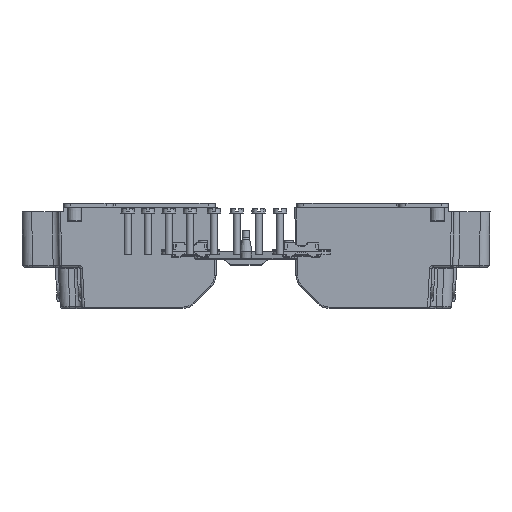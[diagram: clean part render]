
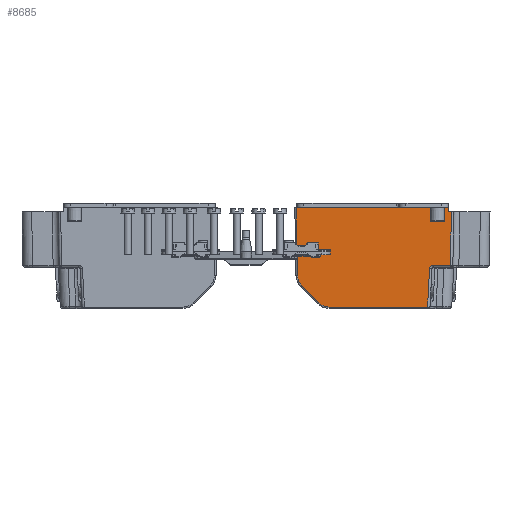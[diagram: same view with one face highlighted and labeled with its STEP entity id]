
A CAD part, front view. The second image highlights one B-rep face of the part: STEP entity #8685.
In plain terms, the highlighted face is planar.
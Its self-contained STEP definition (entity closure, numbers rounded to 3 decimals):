
#8649=AXIS2_PLACEMENT_3D('Plane Axis2P3D',#8646,#8647,#8648) ;
#6165=CARTESIAN_POINT('Vertex',(2.163,91.995,41.705)) ;
#6169=CARTESIAN_POINT('Control Point',(2.014,91.965,40.)) ;
#6170=CARTESIAN_POINT('Control Point',(2.163,91.995,41.705)) ;
#6171=CARTESIAN_POINT('Vertex',(2.014,91.965,40.)) ;
#6222=CARTESIAN_POINT('Line Origine',(32.915,91.995,41.705)) ;
#6226=CARTESIAN_POINT('Vertex',(65.06,91.995,41.705)) ;
#6882=CARTESIAN_POINT('Vertex',(51.663,91.277,0.59)) ;
#6886=CARTESIAN_POINT('Control Point',(51.663,91.277,0.59)) ;
#6887=CARTESIAN_POINT('Control Point',(51.686,91.277,0.59)) ;
#6888=CARTESIAN_POINT('Control Point',(51.708,91.277,0.59)) ;
#6889=CARTESIAN_POINT('Control Point',(51.731,91.277,0.59)) ;
#6890=CARTESIAN_POINT('Control Point',(52.432,91.277,0.6)) ;
#6891=CARTESIAN_POINT('Control Point',(53.131,91.279,0.714)) ;
#6892=CARTESIAN_POINT('Control Point',(53.787,91.283,0.922)) ;
#6893=CARTESIAN_POINT('Control Point',(54.609,91.29,1.321)) ;
#6894=CARTESIAN_POINT('Control Point',(55.334,91.299,1.863)) ;
#6895=CARTESIAN_POINT('Control Point',(55.508,91.302,2.006)) ;
#6896=CARTESIAN_POINT('Control Point',(55.675,91.305,2.158)) ;
#6897=CARTESIAN_POINT('Control Point',(55.835,91.307,2.318)) ;
#6898=CARTESIAN_POINT('Vertex',(55.835,91.307,2.318)) ;
#6920=CARTESIAN_POINT('Line Origine',(61.95,91.414,8.433)) ;
#6924=CARTESIAN_POINT('Vertex',(63.006,91.433,9.488)) ;
#6977=CARTESIAN_POINT('Control Point',(63.006,91.433,9.488)) ;
#6978=CARTESIAN_POINT('Control Point',(63.455,91.44,9.938)) ;
#6979=CARTESIAN_POINT('Control Point',(63.844,91.449,10.448)) ;
#6980=CARTESIAN_POINT('Control Point',(64.161,91.459,11.007)) ;
#6981=CARTESIAN_POINT('Control Point',(64.501,91.474,11.856)) ;
#6982=CARTESIAN_POINT('Control Point',(64.672,91.489,12.748)) ;
#6983=CARTESIAN_POINT('Control Point',(64.708,91.494,13.016)) ;
#6984=CARTESIAN_POINT('Control Point',(64.728,91.499,13.287)) ;
#6985=CARTESIAN_POINT('Control Point',(64.733,91.504,13.557)) ;
#6986=CARTESIAN_POINT('Vertex',(64.733,91.504,13.557)) ;
#7401=CARTESIAN_POINT('Vertex',(1.,91.965,40.)) ;
#7655=CARTESIAN_POINT('Line Origine',(1.507,91.965,40.)) ;
#8099=CARTESIAN_POINT('Line Origine',(32.915,91.277,0.59)) ;
#8103=CARTESIAN_POINT('Vertex',(10.86,91.277,0.59)) ;
#8174=CARTESIAN_POINT('Vertex',(1.384,91.581,17.983)) ;
#8193=CARTESIAN_POINT('Line Origine',(30.052,91.581,17.983)) ;
#8197=CARTESIAN_POINT('Vertex',(8.526,91.581,17.983)) ;
#8255=CARTESIAN_POINT('Control Point',(10.023,91.556,16.561)) ;
#8256=CARTESIAN_POINT('Control Point',(10.02,91.557,16.625)) ;
#8257=CARTESIAN_POINT('Control Point',(10.013,91.558,16.689)) ;
#8258=CARTESIAN_POINT('Control Point',(10.003,91.559,16.753)) ;
#8259=CARTESIAN_POINT('Control Point',(9.962,91.563,16.943)) ;
#8260=CARTESIAN_POINT('Control Point',(9.891,91.566,17.124)) ;
#8261=CARTESIAN_POINT('Control Point',(9.83,91.568,17.24)) ;
#8262=CARTESIAN_POINT('Control Point',(9.684,91.572,17.457)) ;
#8263=CARTESIAN_POINT('Control Point',(9.496,91.575,17.637)) ;
#8264=CARTESIAN_POINT('Control Point',(9.392,91.576,17.717)) ;
#8265=CARTESIAN_POINT('Control Point',(9.169,91.579,17.853)) ;
#8266=CARTESIAN_POINT('Control Point',(8.922,91.58,17.938)) ;
#8267=CARTESIAN_POINT('Control Point',(8.795,91.58,17.967)) ;
#8268=CARTESIAN_POINT('Control Point',(8.663,91.581,17.982)) ;
#8269=CARTESIAN_POINT('Control Point',(8.531,91.581,17.983)) ;
#8270=CARTESIAN_POINT('Control Point',(8.529,91.581,17.983)) ;
#8271=CARTESIAN_POINT('Control Point',(8.527,91.581,17.983)) ;
#8272=CARTESIAN_POINT('Control Point',(8.526,91.581,17.983)) ;
#8273=CARTESIAN_POINT('Vertex',(10.023,91.556,16.561)) ;
#8477=CARTESIAN_POINT('Line Origine',(9.775,91.639,21.295)) ;
#8634=CARTESIAN_POINT('Line Origine',(1.326,91.639,21.295)) ;
#8646=CARTESIAN_POINT('Axis2P3D Location',(0.,92.,42.)) ;
#8652=CARTESIAN_POINT('Control Point',(65.047,92.009,42.491)) ;
#8653=CARTESIAN_POINT('Control Point',(65.06,91.995,41.705)) ;
#8654=CARTESIAN_POINT('Vertex',(65.047,92.009,42.491)) ;
#8658=CARTESIAN_POINT('Control Point',(65.231,92.002,42.112)) ;
#8659=CARTESIAN_POINT('Control Point',(65.119,92.004,42.204)) ;
#8660=CARTESIAN_POINT('Control Point',(65.049,92.006,42.346)) ;
#8661=CARTESIAN_POINT('Control Point',(65.047,92.009,42.491)) ;
#8662=CARTESIAN_POINT('Vertex',(65.231,92.002,42.112)) ;
#8666=CARTESIAN_POINT('Control Point',(65.231,92.002,42.112)) ;
#8667=CARTESIAN_POINT('Control Point',(64.733,91.504,13.557)) ;
#6223=DIRECTION('Vector Direction',(1.,0.,0.)) ;
#6921=DIRECTION('Vector Direction',(-0.707,-0.012,-0.707)) ;
#7656=DIRECTION('Vector Direction',(1.,0.,0.)) ;
#8100=DIRECTION('Vector Direction',(1.,0.,0.)) ;
#8194=DIRECTION('Vector Direction',(1.,0.,0.)) ;
#8478=DIRECTION('Vector Direction',(0.052,-0.017,-0.998)) ;
#8635=DIRECTION('Vector Direction',(0.017,-0.017,-1.)) ;
#8647=DIRECTION('Axis2P3D Direction',(0.,-1.,0.017)) ;
#8648=DIRECTION('Axis2P3D XDirection',(1.,0.,0.)) ;
#6224=VECTOR('Line Direction',#6223,1.) ;
#6922=VECTOR('Line Direction',#6921,1.) ;
#7657=VECTOR('Line Direction',#7656,1.) ;
#8101=VECTOR('Line Direction',#8100,1.) ;
#8195=VECTOR('Line Direction',#8194,1.) ;
#8479=VECTOR('Line Direction',#8478,1.) ;
#8636=VECTOR('Line Direction',#8635,1.) ;
#8670=ORIENTED_EDGE('',*,*,#6988,.F.) ;
#8671=ORIENTED_EDGE('',*,*,#6926,.F.) ;
#8672=ORIENTED_EDGE('',*,*,#6900,.F.) ;
#8673=ORIENTED_EDGE('',*,*,#8105,.F.) ;
#8674=ORIENTED_EDGE('',*,*,#8481,.F.) ;
#8675=ORIENTED_EDGE('',*,*,#8275,.F.) ;
#8676=ORIENTED_EDGE('',*,*,#8199,.F.) ;
#8677=ORIENTED_EDGE('',*,*,#8638,.F.) ;
#8678=ORIENTED_EDGE('',*,*,#7659,.F.) ;
#8679=ORIENTED_EDGE('',*,*,#6173,.T.) ;
#8680=ORIENTED_EDGE('',*,*,#6228,.T.) ;
#8681=ORIENTED_EDGE('',*,*,#8656,.F.) ;
#8682=ORIENTED_EDGE('',*,*,#8664,.T.) ;
#8683=ORIENTED_EDGE('',*,*,#8668,.F.) ;
#8685=ADVANCED_FACE('Corps principal',(#8684),#8650,.F.) ;
#6168=B_SPLINE_CURVE_WITH_KNOTS('',1,(#6169,#6170),.UNSPECIFIED.,.F.,.U.,(2,2),(23.504,25.216),.UNSPECIFIED.) ;
#6885=B_SPLINE_CURVE_WITH_KNOTS('',5,(#6886,#6887,#6888,#6889,#6890,#6891,#6892,#6893,#6894,#6895,#6896,#6897),.UNSPECIFIED.,.F.,.U.,(6,3,3,6),(24.133,24.302,29.35,31.028),.UNSPECIFIED.) ;
#6976=B_SPLINE_CURVE_WITH_KNOTS('',5,(#6977,#6978,#6979,#6980,#6981,#6982,#6983,#6984,#6985),.UNSPECIFIED.,.F.,.U.,(6,3,6),(24.21,28.938,30.952),.UNSPECIFIED.) ;
#8254=B_SPLINE_CURVE_WITH_KNOTS('',5,(#8255,#8256,#8257,#8258,#8259,#8260,#8261,#8262,#8263,#8264,#8265,#8266,#8267,#8268,#8269,#8270,#8271,#8272),.UNSPECIFIED.,.F.,.U.,(6,3,3,3,3,6),(3.767,4.106,4.79,5.474,6.158,6.169),.UNSPECIFIED.) ;
#8651=B_SPLINE_CURVE_WITH_KNOTS('',1,(#8652,#8653),.UNSPECIFIED.,.F.,.U.,(2,2),(-21.586,-20.8),.UNSPECIFIED.) ;
#8657=B_SPLINE_CURVE_WITH_KNOTS('',3,(#8658,#8659,#8660,#8661),.UNSPECIFIED.,.F.,.U.,(4,4),(0.,0.616),.UNSPECIFIED.) ;
#8665=B_SPLINE_CURVE_WITH_KNOTS('',1,(#8666,#8667),.UNSPECIFIED.,.F.,.U.,(2,2),(-21.207,7.357),.UNSPECIFIED.) ;
#6173=EDGE_CURVE('',#6172,#6166,#6168,.T.) ;
#6228=EDGE_CURVE('',#6166,#6227,#6225,.T.) ;
#6900=EDGE_CURVE('',#6883,#6899,#6885,.T.) ;
#6926=EDGE_CURVE('',#6899,#6925,#6923,.F.) ;
#6988=EDGE_CURVE('',#6925,#6987,#6976,.T.) ;
#7659=EDGE_CURVE('',#6172,#7402,#7658,.F.) ;
#8105=EDGE_CURVE('',#8104,#6883,#8102,.T.) ;
#8199=EDGE_CURVE('',#8175,#8198,#8196,.T.) ;
#8275=EDGE_CURVE('',#8198,#8274,#8254,.F.) ;
#8481=EDGE_CURVE('',#8274,#8104,#8480,.T.) ;
#8638=EDGE_CURVE('',#7402,#8175,#8637,.T.) ;
#8656=EDGE_CURVE('',#8655,#6227,#8651,.T.) ;
#8664=EDGE_CURVE('',#8655,#8663,#8657,.F.) ;
#8668=EDGE_CURVE('',#6987,#8663,#8665,.F.) ;
#8669=EDGE_LOOP('',(#8670,#8671,#8672,#8673,#8674,#8675,#8676,#8677,#8678,#8679,#8680,#8681,#8682,#8683)) ;
#8684=FACE_OUTER_BOUND('',#8669,.T.) ;
#6225=LINE('Line',#6222,#6224) ;
#6923=LINE('Line',#6920,#6922) ;
#7658=LINE('Line',#7655,#7657) ;
#8102=LINE('Line',#8099,#8101) ;
#8196=LINE('Line',#8193,#8195) ;
#8480=LINE('Line',#8477,#8479) ;
#8637=LINE('Line',#8634,#8636) ;
#8650=PLANE('',#8649) ;
#6166=VERTEX_POINT('',#6165) ;
#6172=VERTEX_POINT('',#6171) ;
#6227=VERTEX_POINT('',#6226) ;
#6883=VERTEX_POINT('',#6882) ;
#6899=VERTEX_POINT('',#6898) ;
#6925=VERTEX_POINT('',#6924) ;
#6987=VERTEX_POINT('',#6986) ;
#7402=VERTEX_POINT('',#7401) ;
#8104=VERTEX_POINT('',#8103) ;
#8175=VERTEX_POINT('',#8174) ;
#8198=VERTEX_POINT('',#8197) ;
#8274=VERTEX_POINT('',#8273) ;
#8655=VERTEX_POINT('',#8654) ;
#8663=VERTEX_POINT('',#8662) ;
